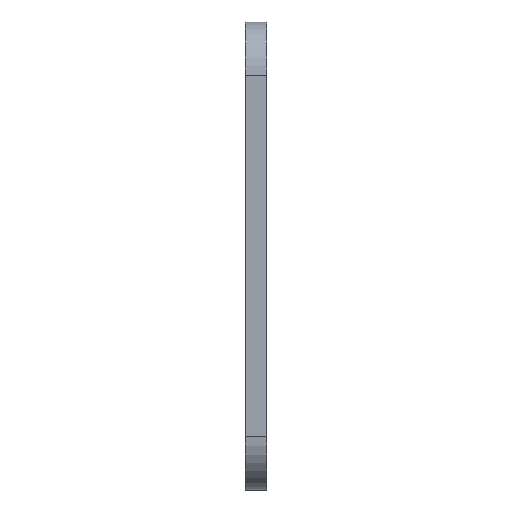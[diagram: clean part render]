
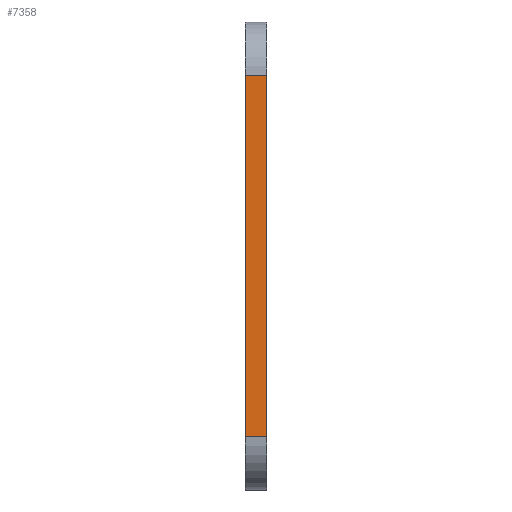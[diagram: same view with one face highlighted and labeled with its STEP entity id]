
A CAD part, left-side view. The second image highlights one B-rep face of the part: STEP entity #7358.
In plain terms, the highlighted planar face has unit normal (-1, 0, 0).
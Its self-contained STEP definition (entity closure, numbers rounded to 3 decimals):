
#543 = AXIS2_PLACEMENT_3D ( 'NONE', #3368, #2145, #3408 ) ;
#599 = VERTEX_POINT ( 'NONE', #3771 ) ;
#633 = VERTEX_POINT ( 'NONE', #5910 ) ;
#706 = VECTOR ( 'NONE', #7370, 1000. ) ;
#963 = EDGE_LOOP ( 'NONE', ( #5048, #1499, #1057, #1757 ) ) ;
#1035 = VECTOR ( 'NONE', #1060, 1000. ) ;
#1057 = ORIENTED_EDGE ( 'NONE', *, *, #5981, .F. ) ;
#1060 = DIRECTION ( 'NONE',  ( 0., -1., 0. ) ) ;
#1211 = CARTESIAN_POINT ( 'NONE',  ( 0., 4., 10. ) ) ;
#1499 = ORIENTED_EDGE ( 'NONE', *, *, #5192, .T. ) ;
#1757 = ORIENTED_EDGE ( 'NONE', *, *, #2913, .T. ) ;
#1936 = EDGE_CURVE ( 'NONE', #3401, #2948, #1967, .T. ) ;
#1967 = LINE ( 'NONE', #3196, #4753 ) ;
#2145 = DIRECTION ( 'NONE',  ( 1., 0., 0. ) ) ;
#2186 = CARTESIAN_POINT ( 'NONE',  ( 0., 4., 0. ) ) ;
#2703 = FACE_OUTER_BOUND ( 'NONE', #963, .T. ) ;
#2884 = LINE ( 'NONE', #1211, #1035 ) ;
#2913 = EDGE_CURVE ( 'NONE', #633, #3401, #2884, .T. ) ;
#2948 = VERTEX_POINT ( 'NONE', #5092 ) ;
#3196 = CARTESIAN_POINT ( 'NONE',  ( 0., 0., 0. ) ) ;
#3368 = CARTESIAN_POINT ( 'NONE',  ( 0., 4., 0. ) ) ;
#3376 = LINE ( 'NONE', #2186, #706 ) ;
#3401 = VERTEX_POINT ( 'NONE', #4591 ) ;
#3408 = DIRECTION ( 'NONE',  ( 0., 0., -1. ) ) ;
#3646 = DIRECTION ( 'NONE',  ( 0., 0., 1. ) ) ;
#3771 = CARTESIAN_POINT ( 'NONE',  ( 0., 4., 78. ) ) ;
#3832 = VECTOR ( 'NONE', #6947, 1000. ) ;
#4591 = CARTESIAN_POINT ( 'NONE',  ( 0., 0., 10. ) ) ;
#4753 = VECTOR ( 'NONE', #3646, 1000. ) ;
#5048 = ORIENTED_EDGE ( 'NONE', *, *, #1936, .T. ) ;
#5092 = CARTESIAN_POINT ( 'NONE',  ( 0., 0., 78. ) ) ;
#5192 = EDGE_CURVE ( 'NONE', #2948, #599, #5687, .T. ) ;
#5194 = CARTESIAN_POINT ( 'NONE',  ( 0., 4., 78. ) ) ;
#5687 = LINE ( 'NONE', #5194, #3832 ) ;
#5910 = CARTESIAN_POINT ( 'NONE',  ( 0., 4., 10. ) ) ;
#5981 = EDGE_CURVE ( 'NONE', #633, #599, #3376, .T. ) ;
#6736 = PLANE ( 'NONE',  #543 ) ;
#6947 = DIRECTION ( 'NONE',  ( 0., 1., 0. ) ) ;
#7358 = ADVANCED_FACE ( 'NONE', ( #2703 ), #6736, .F. ) ;
#7370 = DIRECTION ( 'NONE',  ( 0., 0., 1. ) ) ;
